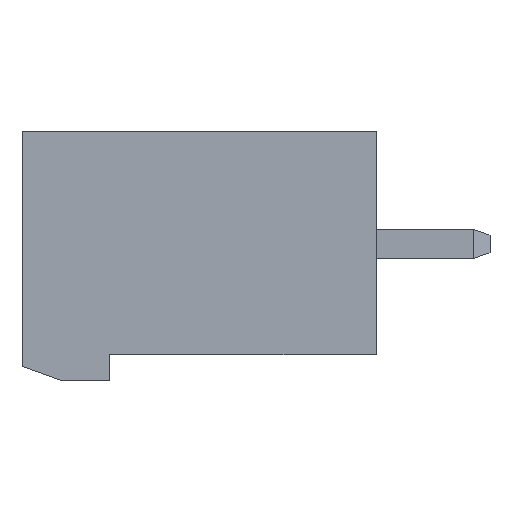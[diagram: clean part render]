
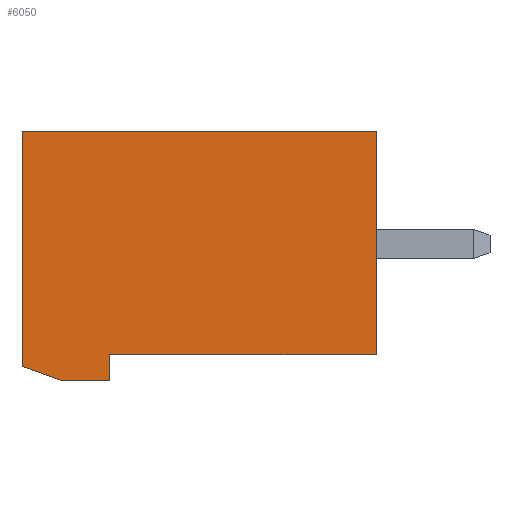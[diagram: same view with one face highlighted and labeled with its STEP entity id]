
A CAD part, left-side view. The second image highlights one B-rep face of the part: STEP entity #6050.
In plain terms, the highlighted planar face has unit normal (-1, 0, 0).
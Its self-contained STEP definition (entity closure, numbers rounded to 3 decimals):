
#210 = VERTEX_POINT ( 'NONE', #2896 ) ;
#534 = CARTESIAN_POINT ( 'NONE',  ( -1., 0., 6.075 ) ) ;
#611 = ORIENTED_EDGE ( 'NONE', *, *, #6194, .T. ) ;
#730 = VERTEX_POINT ( 'NONE', #2302 ) ;
#779 = LINE ( 'NONE', #3868, #2967 ) ;
#820 = VERTEX_POINT ( 'NONE', #6243 ) ;
#857 = VECTOR ( 'NONE', #2570, 1000. ) ;
#898 = ORIENTED_EDGE ( 'NONE', *, *, #5882, .F. ) ;
#909 = VECTOR ( 'NONE', #2471, 1000. ) ;
#962 = CARTESIAN_POINT ( 'NONE',  ( -1., 0., 6.075 ) ) ;
#1051 = EDGE_CURVE ( 'NONE', #210, #2130, #5038, .T. ) ;
#1054 = EDGE_CURVE ( 'NONE', #730, #4350, #6011, .T. ) ;
#1395 = LINE ( 'NONE', #962, #909 ) ;
#1482 = CARTESIAN_POINT ( 'NONE',  ( -1., 8.07, 6.075 ) ) ;
#1567 = EDGE_CURVE ( 'NONE', #2130, #820, #2210, .T. ) ;
#1584 = CARTESIAN_POINT ( 'NONE',  ( -1., 0., 6.075 ) ) ;
#1690 = VECTOR ( 'NONE', #4054, 1000. ) ;
#1797 = DIRECTION ( 'NONE',  ( -1., 0., 0. ) ) ;
#1919 = VECTOR ( 'NONE', #2246, 1000. ) ;
#1973 = EDGE_CURVE ( 'NONE', #3736, #6278, #2237, .T. ) ;
#2046 = ORIENTED_EDGE ( 'NONE', *, *, #1054, .F. ) ;
#2130 = VERTEX_POINT ( 'NONE', #5042 ) ;
#2195 = CARTESIAN_POINT ( 'NONE',  ( -1., 0., 0. ) ) ;
#2210 = LINE ( 'NONE', #4281, #1919 ) ;
#2222 = VECTOR ( 'NONE', #3784, 1000. ) ;
#2237 = LINE ( 'NONE', #4242, #2222 ) ;
#2246 = DIRECTION ( 'NONE',  ( 0., -1., 0. ) ) ;
#2302 = CARTESIAN_POINT ( 'NONE',  ( -1., 8.07, 6.075 ) ) ;
#2421 = ORIENTED_EDGE ( 'NONE', *, *, #1973, .T. ) ;
#2470 = ORIENTED_EDGE ( 'NONE', *, *, #1051, .T. ) ;
#2471 = DIRECTION ( 'NONE',  ( 0., 0., -1. ) ) ;
#2570 = DIRECTION ( 'NONE',  ( 0., 0., -1. ) ) ;
#2766 = CARTESIAN_POINT ( 'NONE',  ( -1., 8.57, 3.075 ) ) ;
#2896 = CARTESIAN_POINT ( 'NONE',  ( -1., 7.67, 3.075 ) ) ;
#2938 = EDGE_CURVE ( 'NONE', #6278, #210, #779, .T. ) ;
#2965 = ORIENTED_EDGE ( 'NONE', *, *, #2938, .T. ) ;
#2967 = VECTOR ( 'NONE', #4329, 1000. ) ;
#3038 = CARTESIAN_POINT ( 'NONE',  ( -1., 7.67, 3.075 ) ) ;
#3281 = PLANE ( 'NONE',  #5953 ) ;
#3334 = VECTOR ( 'NONE', #4977, 1000. ) ;
#3728 = ORIENTED_EDGE ( 'NONE', *, *, #1567, .T. ) ;
#3736 = VERTEX_POINT ( 'NONE', #4217 ) ;
#3784 = DIRECTION ( 'NONE',  ( 0., 0., -1. ) ) ;
#3868 = CARTESIAN_POINT ( 'NONE',  ( -1., 8.57, 3.075 ) ) ;
#3948 = EDGE_LOOP ( 'NONE', ( #2046, #611, #2421, #2965, #2470, #3728, #898 ) ) ;
#4054 = DIRECTION ( 'NONE',  ( 0., -1., 0. ) ) ;
#4217 = CARTESIAN_POINT ( 'NONE',  ( -1., 8.57, 4.701 ) ) ;
#4242 = CARTESIAN_POINT ( 'NONE',  ( -1., 8.57, 4.701 ) ) ;
#4281 = CARTESIAN_POINT ( 'NONE',  ( -1., 7.67, -6.075 ) ) ;
#4329 = DIRECTION ( 'NONE',  ( 0., -1., 0. ) ) ;
#4350 = VERTEX_POINT ( 'NONE', #1584 ) ;
#4822 = FACE_OUTER_BOUND ( 'NONE', #3948, .T. ) ;
#4977 = DIRECTION ( 'NONE',  ( 0., 0.342, -0.94 ) ) ;
#5038 = LINE ( 'NONE', #3038, #857 ) ;
#5042 = CARTESIAN_POINT ( 'NONE',  ( -1., 7.67, -6.075 ) ) ;
#5882 = EDGE_CURVE ( 'NONE', #4350, #820, #1395, .T. ) ;
#5953 = AXIS2_PLACEMENT_3D ( 'NONE', #2195, #1797, #6270 ) ;
#6000 = LINE ( 'NONE', #1482, #3334 ) ;
#6011 = LINE ( 'NONE', #534, #1690 ) ;
#6050 = ADVANCED_FACE ( 'NONE', ( #4822 ), #3281, .T. ) ;
#6194 = EDGE_CURVE ( 'NONE', #730, #3736, #6000, .T. ) ;
#6243 = CARTESIAN_POINT ( 'NONE',  ( -1., 0., -6.075 ) ) ;
#6270 = DIRECTION ( 'NONE',  ( 0., 0., 1. ) ) ;
#6278 = VERTEX_POINT ( 'NONE', #2766 ) ;
